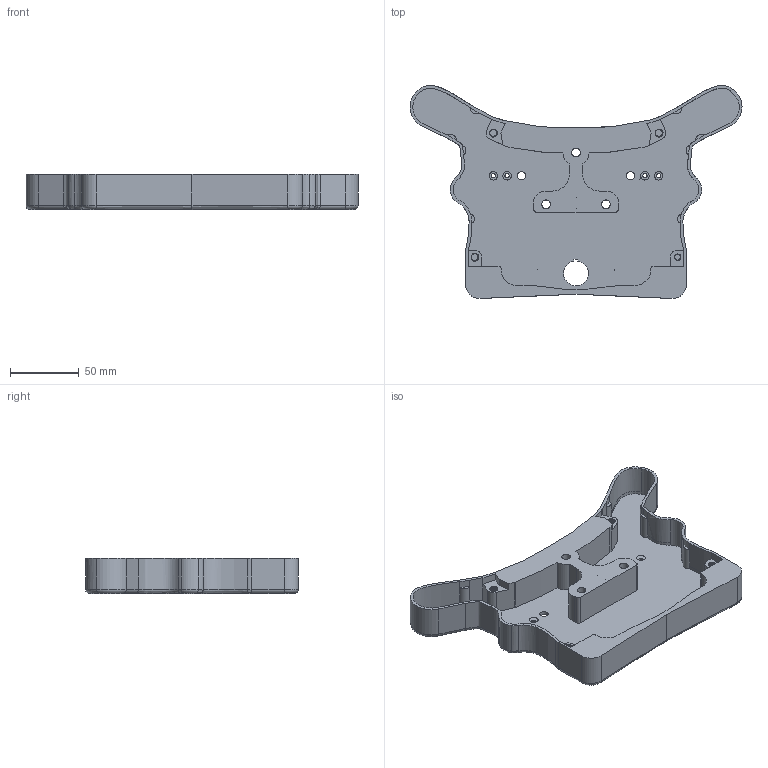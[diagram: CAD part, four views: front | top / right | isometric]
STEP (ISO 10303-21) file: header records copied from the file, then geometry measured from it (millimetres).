
FILE_DESCRIPTION(/* description */ (''),/* implementation_level */ '2;1');
FILE_NAME(/* name */ 'Turn 488 3d Printed Rear Enclosure.step',/* time_stamp */ '2019-05-03T00:34:24-05:00',/* author */ (''),/* organization */ (''),/* preprocessor_version */ 'ST-DEVELOPER v18',/* originating_system */ 'Autodesk Translation Framework v8.2.0.1029',/* authorisation */ '');
FILE_SCHEMA (('AUTOMOTIVE_DESIGN { 1 0 10303 214 3 1 1 }'));
Length unit declared in the file: millimetre
Products named in the file (1): BBox V2 (1)
Bounding box: 240.88 x 154.52 x 25.4 mm (x, y, z)
Volume: 206131.3 mm3; surface area: 88369.6 mm2
Topology: 1 solids, 1 shells, 347 faces, 923 edges, 588 vertices
Faces by surface type: cylinder 164, bspline 93, plane 79, torus 6, cone 4, sphere 1
Full cylindrical faces by diameter (mm): 3.175 x4, 4.234 x13, 5.035 x36, 5.12 x13, 6 x2, 6.147 x33, 6.35 x6, 9.906 x3
Entity records: 21190 total; most frequent: CARTESIAN_POINT 13389, ORIENTED_EDGE 1844, DIRECTION 1224, EDGE_CURVE 922, VERTEX_POINT 588, LINE 410, VECTOR 410, AXIS2_PLACEMENT_3D 407
